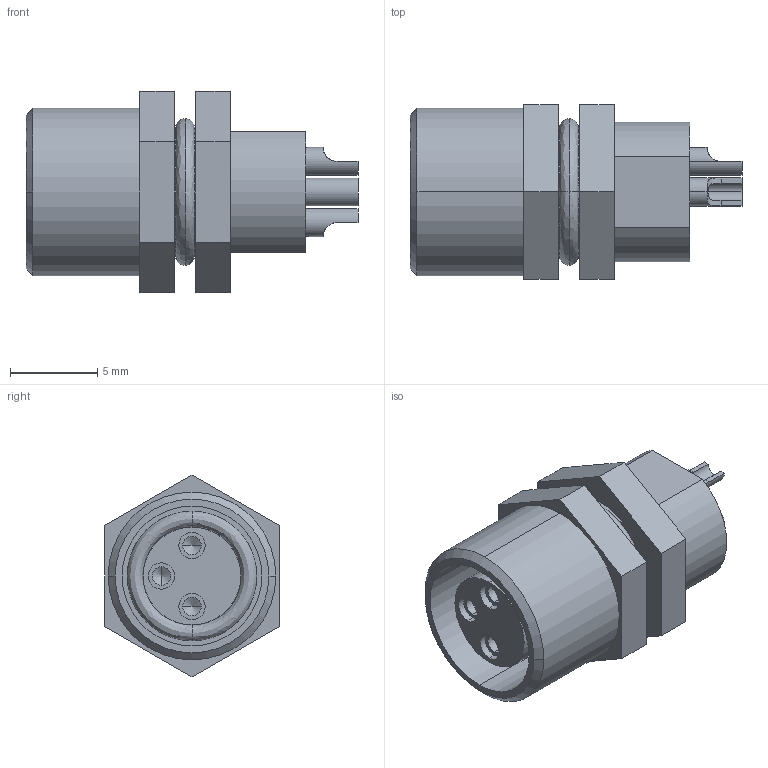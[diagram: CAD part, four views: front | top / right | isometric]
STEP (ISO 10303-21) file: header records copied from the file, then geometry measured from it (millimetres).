
FILE_DESCRIPTION (( 'STEP AP203' ), '1' );
FILE_NAME ('P45.STEP', '2020-03-30T07:54:37', ( 'edpusr' ), ( 'Microsoft' ), 'SwSTEP 2.0', 'SolidWorks 2015', '' );
FILE_SCHEMA (( 'CONFIG_CONTROL_DESIGN' ));
Length unit declared in the file: millimetre
Products named in the file (1): P45
Bounding box: 19 x 10 x 11.55 mm (x, y, z)
Volume: 908.2 mm3; surface area: 1196 mm2
Topology: 2 solids, 2 shells, 98 faces, 245 edges, 148 vertices
Faces by surface type: cylinder 42, plane 34, cone 14, bspline 8
Entity records: 3107 total; most frequent: CARTESIAN_POINT 715, DIRECTION 504, ORIENTED_EDGE 464, EDGE_CURVE 232, AXIS2_PLACEMENT_3D 191, VERTEX_POINT 148, VECTOR 122, LINE 122
